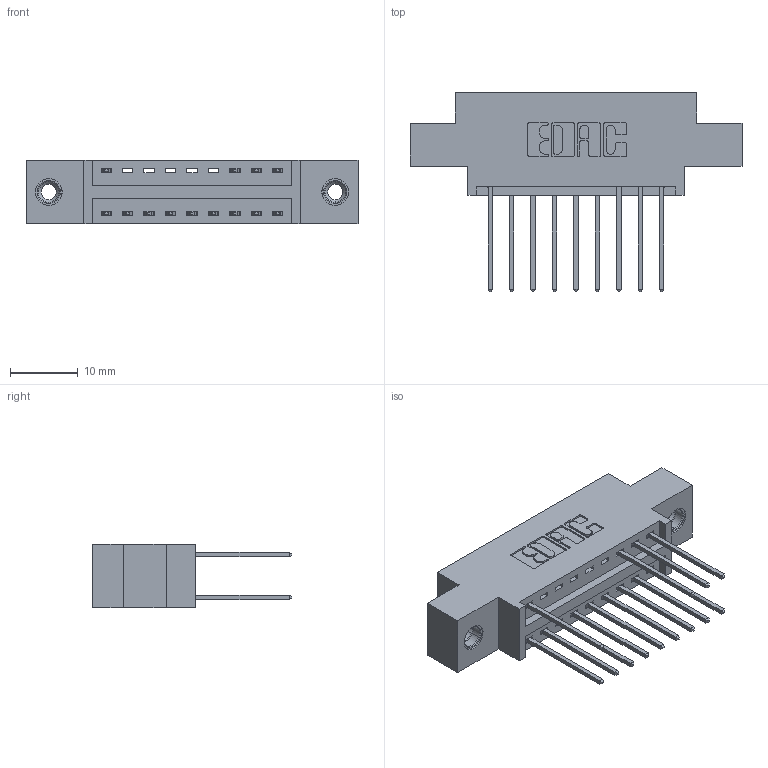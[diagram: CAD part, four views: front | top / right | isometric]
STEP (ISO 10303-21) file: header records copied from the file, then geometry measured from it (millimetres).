
FILE_DESCRIPTION (( 'STEP AP203' ), '1' );
FILE_NAME ('346-018-540-808.STEP', '2018-08-20T08:11:21', ( '' ), ( '' ), 'SwSTEP 2.0', 'SolidWorks 2016', '' );
FILE_SCHEMA (( 'CONFIG_CONTROL_DESIGN' ));
Length unit declared in the file: inch
Products named in the file (4): 346-018-540-808; 346 Part_0.170 Offset - 0.156 Dia-TI; 345-292-001_345-293-140; 345-250-001_345-250-003-102
Assembly tree (16 placements, depth 2):
  346-018-540-808
    346 Part_0.170 Offset - 0.156 Dia-TI
    345-292-001_345-293-140  x13
    345-250-001_345-250-003-102  x2
Bounding box: 49.15 x 29.46 x 9.4 mm (x, y, z)
Volume: 4379.5 mm3; surface area: 5674.5 mm2
Topology: 16 solids, 16 shells, 892 faces, 2597 edges, 1706 vertices
Faces by surface type: plane 592, cylinder 284, cone 12, torus 4
Entity records: 11492 total; most frequent: CARTESIAN_POINT 1946, ORIENTED_EDGE 1878, DIRECTION 1787, EDGE_CURVE 939, VECTOR 751, LINE 751, VERTEX_POINT 620, AXIS2_PLACEMENT_3D 518
